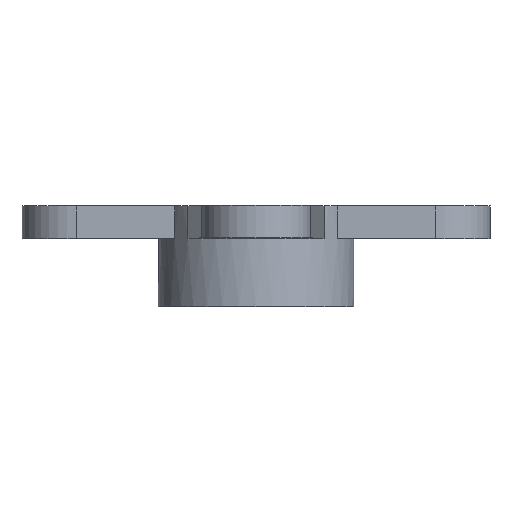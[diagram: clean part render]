
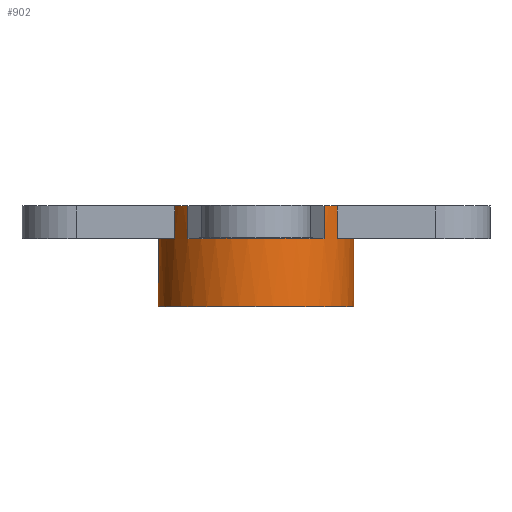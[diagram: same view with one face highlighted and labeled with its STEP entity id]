
A CAD part, top view. The second image highlights one B-rep face of the part: STEP entity #902.
In plain terms, the highlighted cylindrical face has radius 3.6 mm (diameter 7.2 mm), a full revolution.
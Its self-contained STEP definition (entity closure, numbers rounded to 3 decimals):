
#95=FACE_OUTER_BOUND('',#149,.T.);
#149=EDGE_LOOP('',(#709,#710,#711,#712,#713,#714,#715,#716,#717,#718,#719,
#720,#721,#722,#723,#724,#725,#726,#727,#728,#729));
#201=LINE('',#1350,#265);
#203=LINE('',#1355,#267);
#211=LINE('',#1385,#275);
#213=LINE('',#1390,#277);
#224=LINE('',#1440,#288);
#226=LINE('',#1446,#290);
#235=LINE('',#1471,#299);
#236=LINE('',#1475,#300);
#237=LINE('',#1478,#301);
#265=VECTOR('',#1071,10.);
#267=VECTOR('',#1075,10.);
#275=VECTOR('',#1107,10.);
#277=VECTOR('',#1111,10.);
#288=VECTOR('',#1166,10.);
#290=VECTOR('',#1170,10.);
#299=VECTOR('',#1197,10.);
#300=VECTOR('',#1200,10.);
#301=VECTOR('',#1203,3.6);
#329=CIRCLE('',#948,3.6);
#336=CIRCLE('',#961,3.6);
#337=CIRCLE('',#962,3.6);
#352=CIRCLE('',#989,3.6);
#353=CIRCLE('',#991,3.6);
#354=CIRCLE('',#992,3.6);
#355=CIRCLE('',#993,3.6);
#356=CIRCLE('',#994,3.6);
#357=CIRCLE('',#995,3.6);
#358=CIRCLE('',#996,3.6);
#359=CIRCLE('',#997,3.6);
#394=VERTEX_POINT('',#1346);
#395=VERTEX_POINT('',#1348);
#396=VERTEX_POINT('',#1352);
#397=VERTEX_POINT('',#1354);
#406=VERTEX_POINT('',#1381);
#407=VERTEX_POINT('',#1383);
#408=VERTEX_POINT('',#1387);
#409=VERTEX_POINT('',#1389);
#410=VERTEX_POINT('',#1393);
#424=VERTEX_POINT('',#1434);
#426=VERTEX_POINT('',#1438);
#428=VERTEX_POINT('',#1443);
#429=VERTEX_POINT('',#1445);
#435=VERTEX_POINT('',#1468);
#436=VERTEX_POINT('',#1470);
#437=VERTEX_POINT('',#1472);
#438=VERTEX_POINT('',#1474);
#439=VERTEX_POINT('',#1477);
#440=VERTEX_POINT('',#1479);
#485=EDGE_CURVE('',#394,#395,#201,.T.);
#487=EDGE_CURVE('',#397,#396,#203,.T.);
#489=EDGE_CURVE('',#395,#397,#329,.T.);
#502=EDGE_CURVE('',#406,#407,#211,.T.);
#504=EDGE_CURVE('',#409,#408,#213,.T.);
#506=EDGE_CURVE('',#410,#409,#336,.T.);
#507=EDGE_CURVE('',#407,#410,#337,.T.);
#529=EDGE_CURVE('',#424,#426,#224,.T.);
#531=EDGE_CURVE('',#429,#428,#226,.T.);
#542=EDGE_CURVE('',#428,#424,#352,.T.);
#543=EDGE_CURVE('',#435,#396,#353,.T.);
#544=EDGE_CURVE('',#436,#435,#235,.T.);
#545=EDGE_CURVE('',#437,#436,#354,.T.);
#546=EDGE_CURVE('',#437,#438,#236,.T.);
#547=EDGE_CURVE('',#406,#438,#355,.T.);
#548=EDGE_CURVE('',#410,#439,#237,.T.);
#549=EDGE_CURVE('',#440,#439,#356,.T.);
#550=EDGE_CURVE('',#439,#440,#357,.T.);
#551=EDGE_CURVE('',#429,#408,#358,.T.);
#552=EDGE_CURVE('',#394,#426,#359,.T.);
#709=ORIENTED_EDGE('',*,*,#487,.T.);
#710=ORIENTED_EDGE('',*,*,#543,.F.);
#711=ORIENTED_EDGE('',*,*,#544,.F.);
#712=ORIENTED_EDGE('',*,*,#545,.F.);
#713=ORIENTED_EDGE('',*,*,#546,.T.);
#714=ORIENTED_EDGE('',*,*,#547,.F.);
#715=ORIENTED_EDGE('',*,*,#502,.T.);
#716=ORIENTED_EDGE('',*,*,#507,.T.);
#717=ORIENTED_EDGE('',*,*,#548,.T.);
#718=ORIENTED_EDGE('',*,*,#549,.F.);
#719=ORIENTED_EDGE('',*,*,#550,.F.);
#720=ORIENTED_EDGE('',*,*,#548,.F.);
#721=ORIENTED_EDGE('',*,*,#506,.T.);
#722=ORIENTED_EDGE('',*,*,#504,.T.);
#723=ORIENTED_EDGE('',*,*,#551,.F.);
#724=ORIENTED_EDGE('',*,*,#531,.T.);
#725=ORIENTED_EDGE('',*,*,#542,.T.);
#726=ORIENTED_EDGE('',*,*,#529,.T.);
#727=ORIENTED_EDGE('',*,*,#552,.F.);
#728=ORIENTED_EDGE('',*,*,#485,.T.);
#729=ORIENTED_EDGE('',*,*,#489,.T.);
#867=CYLINDRICAL_SURFACE('',#990,3.6);
#902=ADVANCED_FACE('',(#95),#867,.T.);
#948=AXIS2_PLACEMENT_3D('',#1358,#1079,#1080);
#961=AXIS2_PLACEMENT_3D('',#1394,#1115,#1116);
#962=AXIS2_PLACEMENT_3D('',#1395,#1117,#1118);
#989=AXIS2_PLACEMENT_3D('',#1466,#1191,#1192);
#990=AXIS2_PLACEMENT_3D('',#1467,#1193,#1194);
#991=AXIS2_PLACEMENT_3D('',#1469,#1195,#1196);
#992=AXIS2_PLACEMENT_3D('',#1473,#1198,#1199);
#993=AXIS2_PLACEMENT_3D('',#1476,#1201,#1202);
#994=AXIS2_PLACEMENT_3D('',#1480,#1204,#1205);
#995=AXIS2_PLACEMENT_3D('',#1481,#1206,#1207);
#996=AXIS2_PLACEMENT_3D('',#1482,#1208,#1209);
#997=AXIS2_PLACEMENT_3D('',#1483,#1210,#1211);
#1071=DIRECTION('',(0.,-1.,0.));
#1075=DIRECTION('',(0.,1.,0.));
#1079=DIRECTION('center_axis',(0.,-1.,0.));
#1080=DIRECTION('ref_axis',(-1.,0.,0.));
#1107=DIRECTION('',(0.,-1.,0.));
#1111=DIRECTION('',(0.,1.,0.));
#1115=DIRECTION('center_axis',(0.,-1.,0.));
#1116=DIRECTION('ref_axis',(-1.,0.,0.));
#1117=DIRECTION('center_axis',(0.,-1.,0.));
#1118=DIRECTION('ref_axis',(-1.,0.,0.));
#1166=DIRECTION('',(0.,1.,0.));
#1170=DIRECTION('',(0.,-1.,0.));
#1191=DIRECTION('center_axis',(0.,-1.,0.));
#1192=DIRECTION('ref_axis',(-1.,0.,0.));
#1193=DIRECTION('center_axis',(0.,1.,0.));
#1194=DIRECTION('ref_axis',(-1.,0.,0.));
#1195=DIRECTION('center_axis',(0.,1.,0.));
#1196=DIRECTION('ref_axis',(-1.,0.,0.));
#1197=DIRECTION('',(0.,1.,0.));
#1198=DIRECTION('center_axis',(0.,1.,0.));
#1199=DIRECTION('ref_axis',(-1.,0.,0.));
#1200=DIRECTION('',(0.,1.,0.));
#1201=DIRECTION('center_axis',(0.,1.,0.));
#1202=DIRECTION('ref_axis',(-1.,0.,0.));
#1203=DIRECTION('',(0.,-1.,0.));
#1204=DIRECTION('center_axis',(0.,-1.,0.));
#1205=DIRECTION('ref_axis',(-1.,0.,0.));
#1206=DIRECTION('center_axis',(0.,-1.,0.));
#1207=DIRECTION('ref_axis',(-1.,0.,0.));
#1208=DIRECTION('center_axis',(0.,1.,0.));
#1209=DIRECTION('ref_axis',(-1.,0.,0.));
#1210=DIRECTION('center_axis',(0.,1.,0.));
#1211=DIRECTION('ref_axis',(-1.,0.,0.));
#1346=CARTESIAN_POINT('',(-2.993,1.2,2.));
#1348=CARTESIAN_POINT('',(-2.993,0.,2.));
#1350=CARTESIAN_POINT('',(-2.993,0.,2.));
#1352=CARTESIAN_POINT('',(-2.993,1.2,-2.));
#1354=CARTESIAN_POINT('',(-2.993,0.,-2.));
#1355=CARTESIAN_POINT('',(-2.993,0.,-2.));
#1358=CARTESIAN_POINT('Origin',(0.,0.,0.));
#1381=CARTESIAN_POINT('',(2.993,1.2,-2.));
#1383=CARTESIAN_POINT('',(2.993,0.,-2.));
#1385=CARTESIAN_POINT('',(2.993,0.,-2.));
#1387=CARTESIAN_POINT('',(2.993,1.2,2.));
#1389=CARTESIAN_POINT('',(2.993,0.,2.));
#1390=CARTESIAN_POINT('',(2.993,0.,2.));
#1393=CARTESIAN_POINT('',(3.6,0.,0.));
#1394=CARTESIAN_POINT('Origin',(0.,0.,0.));
#1395=CARTESIAN_POINT('Origin',(0.,0.,0.));
#1434=CARTESIAN_POINT('',(-2.5,0.,2.59));
#1438=CARTESIAN_POINT('',(-2.5,1.2,2.59));
#1440=CARTESIAN_POINT('',(-2.5,0.,2.59));
#1443=CARTESIAN_POINT('',(2.5,0.,2.59));
#1445=CARTESIAN_POINT('',(2.5,1.2,2.59));
#1446=CARTESIAN_POINT('',(2.5,0.,2.59));
#1466=CARTESIAN_POINT('Origin',(0.,0.,0.));
#1467=CARTESIAN_POINT('Origin',(0.,0.,0.));
#1468=CARTESIAN_POINT('',(-2.5,1.2,-2.59));
#1469=CARTESIAN_POINT('Origin',(0.,1.2,0.));
#1470=CARTESIAN_POINT('',(-2.5,0.,-2.59));
#1471=CARTESIAN_POINT('',(-2.5,0.,-2.59));
#1472=CARTESIAN_POINT('',(2.5,0.,-2.59));
#1473=CARTESIAN_POINT('Origin',(0.,0.,0.));
#1474=CARTESIAN_POINT('',(2.5,1.2,-2.59));
#1475=CARTESIAN_POINT('',(2.5,0.,-2.59));
#1476=CARTESIAN_POINT('Origin',(0.,1.2,0.));
#1477=CARTESIAN_POINT('',(3.6,-2.5,0.));
#1478=CARTESIAN_POINT('',(3.6,0.,0.));
#1479=CARTESIAN_POINT('',(-3.6,-2.5,0.));
#1480=CARTESIAN_POINT('Origin',(0.,-2.5,0.));
#1481=CARTESIAN_POINT('Origin',(0.,-2.5,0.));
#1482=CARTESIAN_POINT('Origin',(0.,1.2,0.));
#1483=CARTESIAN_POINT('Origin',(0.,1.2,0.));
